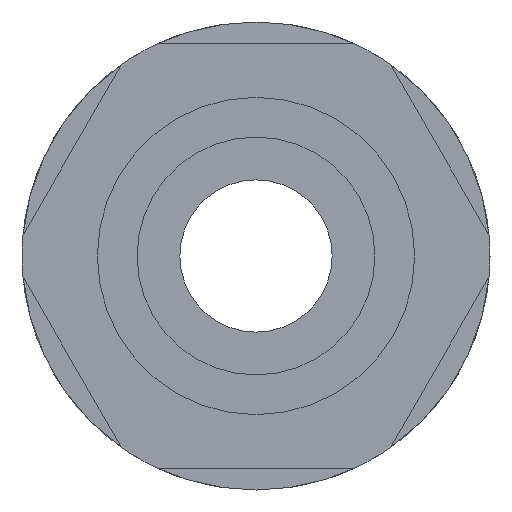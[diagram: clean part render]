
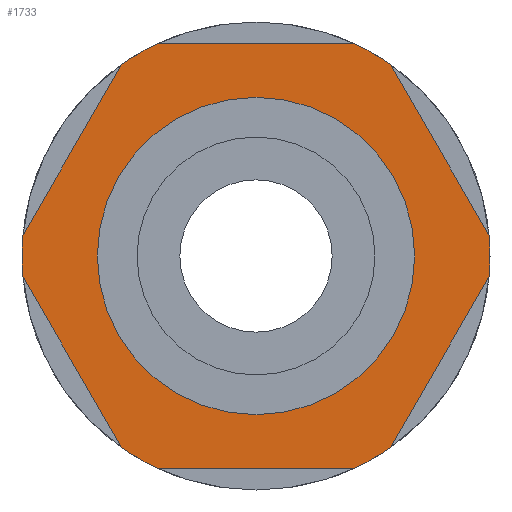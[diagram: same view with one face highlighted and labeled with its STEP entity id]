
A CAD part, left-side view. The second image highlights one B-rep face of the part: STEP entity #1733.
In plain terms, the highlighted planar face has unit normal (-1, 0, 0).
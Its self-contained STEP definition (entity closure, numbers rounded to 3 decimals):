
#30 = LINE ( 'NONE', #1213, #1662 ) ;
#38 = CARTESIAN_POINT ( 'NONE',  ( 0.3, 0., 0. ) ) ;
#58 = VERTEX_POINT ( 'NONE', #307 ) ;
#73 = CIRCLE ( 'NONE', #1704, 14.75 ) ;
#86 = EDGE_CURVE ( 'NONE', #584, #105, #123, .T. ) ;
#105 = VERTEX_POINT ( 'NONE', #859 ) ;
#123 = CIRCLE ( 'NONE', #1657, 14.75 ) ;
#160 = DIRECTION ( 'NONE',  ( -1., 0., 0. ) ) ;
#168 = DIRECTION ( 'NONE',  ( 0., 1., 0. ) ) ;
#172 = AXIS2_PLACEMENT_3D ( 'NONE', #1770, #785, #1948 ) ;
#193 = DIRECTION ( 'NONE',  ( 0., 0., 1. ) ) ;
#212 = CARTESIAN_POINT ( 'NONE',  ( 0.3, 0., 0. ) ) ;
#225 = ORIENTED_EDGE ( 'NONE', *, *, #261, .T. ) ;
#261 = EDGE_CURVE ( 'NONE', #1973, #1287, #1965, .T. ) ;
#281 = ORIENTED_EDGE ( 'NONE', *, *, #1399, .T. ) ;
#286 = DIRECTION ( 'NONE',  ( -1., 0., 0. ) ) ;
#307 = CARTESIAN_POINT ( 'NONE',  ( 0.3, 0., -10. ) ) ;
#342 = CARTESIAN_POINT ( 'NONE',  ( 0.3, 0., 10. ) ) ;
#355 = VERTEX_POINT ( 'NONE', #1804 ) ;
#398 = AXIS2_PLACEMENT_3D ( 'NONE', #212, #532, #1690 ) ;
#404 = CARTESIAN_POINT ( 'NONE',  ( 0.3, 7.722, -13.375 ) ) ;
#423 = DIRECTION ( 'NONE',  ( -1., 0., 0. ) ) ;
#472 = LINE ( 'NONE', #1319, #1687 ) ;
#473 = EDGE_CURVE ( 'NONE', #668, #801, #921, .T. ) ;
#488 = DIRECTION ( 'NONE',  ( 0., 0.5, 0.866 ) ) ;
#494 = AXIS2_PLACEMENT_3D ( 'NONE', #1560, #565, #1726 ) ;
#498 = ORIENTED_EDGE ( 'NONE', *, *, #473, .T. ) ;
#532 = DIRECTION ( 'NONE',  ( -1., 0., 0. ) ) ;
#536 = EDGE_CURVE ( 'NONE', #58, #1127, #1150, .T. ) ;
#561 = DIRECTION ( 'NONE',  ( 0., -0.5, -0.866 ) ) ;
#565 = DIRECTION ( 'NONE',  ( -1., 0., 0. ) ) ;
#566 = DIRECTION ( 'NONE',  ( 0., -1., 0. ) ) ;
#568 = AXIS2_PLACEMENT_3D ( 'NONE', #1288, #1273, #1128 ) ;
#584 = VERTEX_POINT ( 'NONE', #2023 ) ;
#646 = ORIENTED_EDGE ( 'NONE', *, *, #86, .T. ) ;
#668 = VERTEX_POINT ( 'NONE', #884 ) ;
#703 = EDGE_CURVE ( 'NONE', #769, #1973, #1697, .T. ) ;
#721 = CARTESIAN_POINT ( 'NONE',  ( 0.3, 8.474, -12.073 ) ) ;
#728 = CARTESIAN_POINT ( 'NONE',  ( 0.3, 14.692, -1.302 ) ) ;
#741 = ORIENTED_EDGE ( 'NONE', *, *, #1553, .T. ) ;
#758 = CARTESIAN_POINT ( 'NONE',  ( 0.3, -14.692, 1.302 ) ) ;
#763 = LINE ( 'NONE', #927, #1092 ) ;
#769 = VERTEX_POINT ( 'NONE', #1074 ) ;
#785 = DIRECTION ( 'NONE',  ( -1., 0., 0. ) ) ;
#790 = LINE ( 'NONE', #404, #1172 ) ;
#801 = VERTEX_POINT ( 'NONE', #758 ) ;
#809 = ORIENTED_EDGE ( 'NONE', *, *, #1595, .T. ) ;
#818 = CARTESIAN_POINT ( 'NONE',  ( 0.3, -7.722, 13.375 ) ) ;
#827 = ORIENTED_EDGE ( 'NONE', *, *, #2033, .T. ) ;
#837 = EDGE_CURVE ( 'NONE', #1676, #2107, #1094, .T. ) ;
#857 = ORIENTED_EDGE ( 'NONE', *, *, #1851, .T. ) ;
#859 = CARTESIAN_POINT ( 'NONE',  ( 0.3, -8.474, -12.073 ) ) ;
#867 = CIRCLE ( 'NONE', #1263, 10. ) ;
#884 = CARTESIAN_POINT ( 'NONE',  ( 0.3, -14.692, -1.302 ) ) ;
#904 = EDGE_LOOP ( 'NONE', ( #498, #809, #1776, #741, #1746, #225, #827, #857, #281, #1257, #646, #2021 ) ) ;
#918 = VECTOR ( 'NONE', #168, 1000. ) ;
#921 = CIRCLE ( 'NONE', #568, 14.75 ) ;
#927 = CARTESIAN_POINT ( 'NONE',  ( 0.3, -7.722, -13.375 ) ) ;
#943 = CARTESIAN_POINT ( 'NONE',  ( 0.3, 0., 0. ) ) ;
#962 = EDGE_LOOP ( 'NONE', ( #1783, #1998 ) ) ;
#975 = CIRCLE ( 'NONE', #172, 14.75 ) ;
#1000 = FACE_OUTER_BOUND ( 'NONE', #904, .T. ) ;
#1069 = VECTOR ( 'NONE', #2074, 1000. ) ;
#1074 = CARTESIAN_POINT ( 'NONE',  ( 0.3, 6.219, 13.375 ) ) ;
#1087 = CARTESIAN_POINT ( 'NONE',  ( 0.3, 8.474, 12.073 ) ) ;
#1092 = VECTOR ( 'NONE', #2087, 1000. ) ;
#1094 = CIRCLE ( 'NONE', #1374, 14.75 ) ;
#1102 = DIRECTION ( 'NONE',  ( 0., 0., 1. ) ) ;
#1127 = VERTEX_POINT ( 'NONE', #342 ) ;
#1128 = DIRECTION ( 'NONE',  ( 0., 0., 1. ) ) ;
#1129 = CARTESIAN_POINT ( 'NONE',  ( 0.3, -6.219, 13.375 ) ) ;
#1130 = AXIS2_PLACEMENT_3D ( 'NONE', #38, #1171, #193 ) ;
#1137 = CARTESIAN_POINT ( 'NONE',  ( 0.3, 0., 0. ) ) ;
#1150 = CIRCLE ( 'NONE', #1130, 10. ) ;
#1171 = DIRECTION ( 'NONE',  ( -1., 0., 0. ) ) ;
#1172 = VECTOR ( 'NONE', #566, 1000. ) ;
#1213 = CARTESIAN_POINT ( 'NONE',  ( 0.3, 15.444, 0. ) ) ;
#1230 = VERTEX_POINT ( 'NONE', #728 ) ;
#1257 = ORIENTED_EDGE ( 'NONE', *, *, #1889, .T. ) ;
#1263 = AXIS2_PLACEMENT_3D ( 'NONE', #1137, #160, #1304 ) ;
#1273 = DIRECTION ( 'NONE',  ( -1., 0., 0. ) ) ;
#1287 = VERTEX_POINT ( 'NONE', #1896 ) ;
#1288 = CARTESIAN_POINT ( 'NONE',  ( 0.3, 0., 0. ) ) ;
#1304 = DIRECTION ( 'NONE',  ( 0., 0., 1. ) ) ;
#1319 = CARTESIAN_POINT ( 'NONE',  ( 0.3, -15.444, 0. ) ) ;
#1322 = EDGE_CURVE ( 'NONE', #105, #668, #763, .T. ) ;
#1332 = CARTESIAN_POINT ( 'NONE',  ( 0.3, -8.474, 12.073 ) ) ;
#1345 = LINE ( 'NONE', #818, #918 ) ;
#1374 = AXIS2_PLACEMENT_3D ( 'NONE', #1414, #423, #1580 ) ;
#1399 = EDGE_CURVE ( 'NONE', #1819, #355, #73, .T. ) ;
#1414 = CARTESIAN_POINT ( 'NONE',  ( 0.3, 0., 0. ) ) ;
#1423 = FACE_BOUND ( 'NONE', #962, .T. ) ;
#1427 = DIRECTION ( 'NONE',  ( 0., 0., 1. ) ) ;
#1452 = CARTESIAN_POINT ( 'NONE',  ( 0.3, 0., 0. ) ) ;
#1553 = EDGE_CURVE ( 'NONE', #2107, #769, #1345, .T. ) ;
#1560 = CARTESIAN_POINT ( 'NONE',  ( 0.3, 0., 0. ) ) ;
#1580 = DIRECTION ( 'NONE',  ( 0., 0., 1. ) ) ;
#1595 = EDGE_CURVE ( 'NONE', #801, #1676, #472, .T. ) ;
#1657 = AXIS2_PLACEMENT_3D ( 'NONE', #1452, #286, #1427 ) ;
#1662 = VECTOR ( 'NONE', #561, 1000. ) ;
#1676 = VERTEX_POINT ( 'NONE', #1332 ) ;
#1687 = VECTOR ( 'NONE', #488, 1000. ) ;
#1690 = DIRECTION ( 'NONE',  ( 0., 0., 1. ) ) ;
#1697 = CIRCLE ( 'NONE', #494, 14.75 ) ;
#1704 = AXIS2_PLACEMENT_3D ( 'NONE', #943, #2103, #1102 ) ;
#1726 = DIRECTION ( 'NONE',  ( 0., 0., 1. ) ) ;
#1733 = ADVANCED_FACE ( 'NONE', ( #1423, #1000 ), #2026, .T. ) ;
#1746 = ORIENTED_EDGE ( 'NONE', *, *, #703, .T. ) ;
#1770 = CARTESIAN_POINT ( 'NONE',  ( 0.3, 0., 0. ) ) ;
#1776 = ORIENTED_EDGE ( 'NONE', *, *, #837, .T. ) ;
#1783 = ORIENTED_EDGE ( 'NONE', *, *, #2116, .F. ) ;
#1804 = CARTESIAN_POINT ( 'NONE',  ( 0.3, 6.219, -13.375 ) ) ;
#1819 = VERTEX_POINT ( 'NONE', #721 ) ;
#1851 = EDGE_CURVE ( 'NONE', #1230, #1819, #30, .T. ) ;
#1889 = EDGE_CURVE ( 'NONE', #355, #584, #790, .T. ) ;
#1890 = CARTESIAN_POINT ( 'NONE',  ( 0.3, 7.722, 13.375 ) ) ;
#1896 = CARTESIAN_POINT ( 'NONE',  ( 0.3, 14.692, 1.302 ) ) ;
#1948 = DIRECTION ( 'NONE',  ( 0., 0., 1. ) ) ;
#1965 = LINE ( 'NONE', #1890, #1069 ) ;
#1973 = VERTEX_POINT ( 'NONE', #1087 ) ;
#1998 = ORIENTED_EDGE ( 'NONE', *, *, #536, .F. ) ;
#2021 = ORIENTED_EDGE ( 'NONE', *, *, #1322, .T. ) ;
#2023 = CARTESIAN_POINT ( 'NONE',  ( 0.3, -6.219, -13.375 ) ) ;
#2026 = PLANE ( 'NONE',  #398 ) ;
#2033 = EDGE_CURVE ( 'NONE', #1287, #1230, #975, .T. ) ;
#2074 = DIRECTION ( 'NONE',  ( 0., 0.5, -0.866 ) ) ;
#2087 = DIRECTION ( 'NONE',  ( 0., -0.5, 0.866 ) ) ;
#2103 = DIRECTION ( 'NONE',  ( -1., 0., 0. ) ) ;
#2107 = VERTEX_POINT ( 'NONE', #1129 ) ;
#2116 = EDGE_CURVE ( 'NONE', #1127, #58, #867, .T. ) ;
